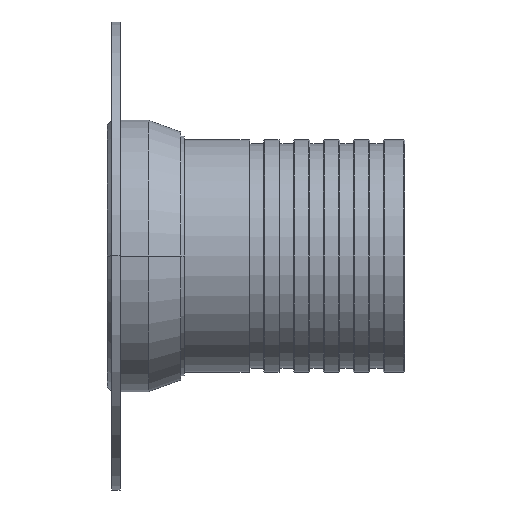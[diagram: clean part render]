
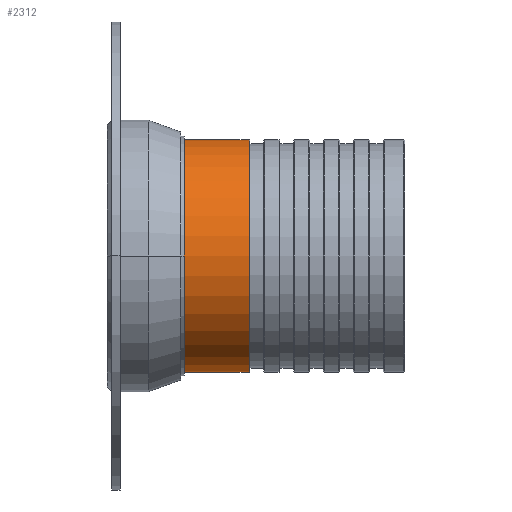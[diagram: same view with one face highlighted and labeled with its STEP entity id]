
A CAD part, left-side view. The second image highlights one B-rep face of the part: STEP entity #2312.
In plain terms, the highlighted cylindrical face has radius 27.25 mm (diameter 54.5 mm), a partial arc.
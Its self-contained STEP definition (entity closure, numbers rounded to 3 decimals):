
#1090 = CIRCLE ( 'NONE', #19663, 27.25 ) ;
#1199 = DIRECTION ( 'NONE',  ( 1., 0., 0. ) ) ;
#1807 = AXIS2_PLACEMENT_3D ( 'NONE', #20371, #10401, #15708 ) ;
#2312 = ADVANCED_FACE ( 'NONE', ( #16572 ), #16842, .T. ) ;
#3170 = CARTESIAN_POINT ( 'NONE',  ( 0., 49.58, 27.25 ) ) ;
#4459 = CARTESIAN_POINT ( 'NONE',  ( 0., 61.2, 27.25 ) ) ;
#4569 = CARTESIAN_POINT ( 'NONE',  ( 0., 49.58, 0. ) ) ;
#6137 = VERTEX_POINT ( 'NONE', #15646 ) ;
#6170 = CARTESIAN_POINT ( 'NONE',  ( 0., 61.2, -27.25 ) ) ;
#6185 = DIRECTION ( 'NONE',  ( 0., -1., 0. ) ) ;
#6551 = VERTEX_POINT ( 'NONE', #3170 ) ;
#6673 = ORIENTED_EDGE ( 'NONE', *, *, #20285, .F. ) ;
#7896 = DIRECTION ( 'NONE',  ( 0., 1., 0. ) ) ;
#9326 = VECTOR ( 'NONE', #6185, 1000. ) ;
#9582 = LINE ( 'NONE', #6170, #17181 ) ;
#10401 = DIRECTION ( 'NONE',  ( 0., -1., 0. ) ) ;
#10804 = AXIS2_PLACEMENT_3D ( 'NONE', #4569, #11228, #1199 ) ;
#11228 = DIRECTION ( 'NONE',  ( 0., 1., 0. ) ) ;
#11579 = EDGE_CURVE ( 'NONE', #14660, #6137, #1090, .T. ) ;
#12795 = CIRCLE ( 'NONE', #10804, 27.25 ) ;
#12930 = DIRECTION ( 'NONE',  ( 0., 0., -1. ) ) ;
#12950 = EDGE_LOOP ( 'NONE', ( #6673, #14539, #15507, #17810 ) ) ;
#13210 = EDGE_CURVE ( 'NONE', #16430, #14660, #9582, .T. ) ;
#13638 = CARTESIAN_POINT ( 'NONE',  ( 0., 49.58, -27.25 ) ) ;
#14539 = ORIENTED_EDGE ( 'NONE', *, *, #13210, .T. ) ;
#14660 = VERTEX_POINT ( 'NONE', #17959 ) ;
#14850 = LINE ( 'NONE', #4459, #9326 ) ;
#15507 = ORIENTED_EDGE ( 'NONE', *, *, #11579, .T. ) ;
#15646 = CARTESIAN_POINT ( 'NONE',  ( 0., 34.4, 27.25 ) ) ;
#15708 = DIRECTION ( 'NONE',  ( 0., 0., -1. ) ) ;
#16430 = VERTEX_POINT ( 'NONE', #13638 ) ;
#16572 = FACE_OUTER_BOUND ( 'NONE', #12950, .T. ) ;
#16842 = CYLINDRICAL_SURFACE ( 'NONE', #1807, 27.25 ) ;
#17181 = VECTOR ( 'NONE', #21341, 1000. ) ;
#17628 = EDGE_CURVE ( 'NONE', #6551, #6137, #14850, .T. ) ;
#17810 = ORIENTED_EDGE ( 'NONE', *, *, #17628, .F. ) ;
#17881 = CARTESIAN_POINT ( 'NONE',  ( 0., 34.4, 0. ) ) ;
#17959 = CARTESIAN_POINT ( 'NONE',  ( 0., 34.4, -27.25 ) ) ;
#19663 = AXIS2_PLACEMENT_3D ( 'NONE', #17881, #7896, #12930 ) ;
#20285 = EDGE_CURVE ( 'NONE', #16430, #6551, #12795, .T. ) ;
#20371 = CARTESIAN_POINT ( 'NONE',  ( 0., 61.2, 0. ) ) ;
#21341 = DIRECTION ( 'NONE',  ( 0., -1., 0. ) ) ;
